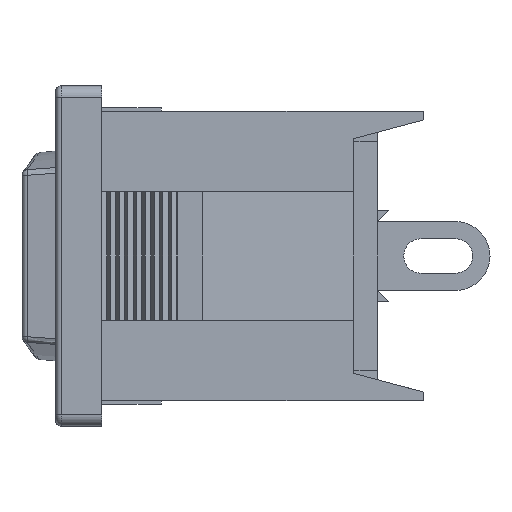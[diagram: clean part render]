
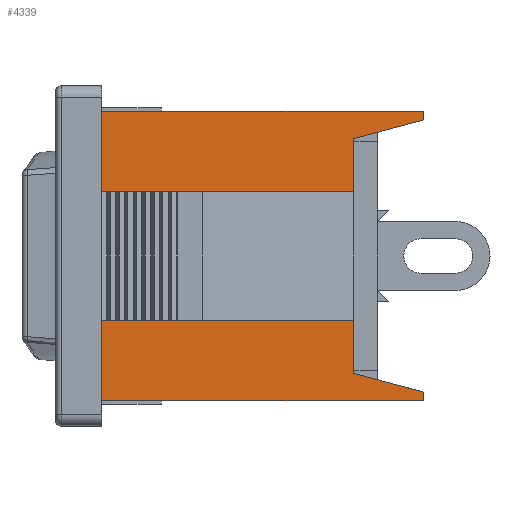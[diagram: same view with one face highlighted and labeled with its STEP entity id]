
A CAD part, left-side view. The second image highlights one B-rep face of the part: STEP entity #4339.
In plain terms, the highlighted planar face has unit normal (-1, 0, 0).
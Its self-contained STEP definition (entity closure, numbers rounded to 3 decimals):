
#1826 = VERTEX_POINT ( 'NONE', #8323 ) ;
#1853 = VERTEX_POINT ( 'NONE', #8343 ) ;
#1952 = EDGE_CURVE ( 'NONE', #1853, #1826, #8551, .T. ) ;
#1967 = EDGE_CURVE ( 'NONE', #1826, #1968, #8589, .T. ) ;
#1968 = VERTEX_POINT ( 'NONE', #8585 ) ;
#2663 = EDGE_CURVE ( 'NONE', #2664, #1968, #10667, .T. ) ;
#2664 = VERTEX_POINT ( 'NONE', #10663 ) ;
#3116 = VERTEX_POINT ( 'NONE', #11649 ) ;
#3180 = VERTEX_POINT ( 'NONE', #11764 ) ;
#3189 = EDGE_CURVE ( 'NONE', #3116, #3180, #11814, .T. ) ;
#3225 = EDGE_CURVE ( 'NONE', #3226, #3116, #11889, .T. ) ;
#3226 = VERTEX_POINT ( 'NONE', #11882 ) ;
#4293 = VERTEX_POINT ( 'NONE', #12693 ) ;
#4294 = ORIENTED_EDGE ( 'NONE', *, *, #4295, .T. ) ;
#4295 = EDGE_CURVE ( 'NONE', #4293, #4296, #12686, .T. ) ;
#4296 = VERTEX_POINT ( 'NONE', #12667 ) ;
#4297 = ORIENTED_EDGE ( 'NONE', *, *, #4298, .T. ) ;
#4298 = EDGE_CURVE ( 'NONE', #4296, #4299, #12785, .T. ) ;
#4299 = VERTEX_POINT ( 'NONE', #12780 ) ;
#4300 = ORIENTED_EDGE ( 'NONE', *, *, #4301, .F. ) ;
#4301 = EDGE_CURVE ( 'NONE', #3226, #4299, #12779, .T. ) ;
#4302 = ORIENTED_EDGE ( 'NONE', *, *, #3225, .T. ) ;
#4303 = ORIENTED_EDGE ( 'NONE', *, *, #3189, .T. ) ;
#4304 = ORIENTED_EDGE ( 'NONE', *, *, #4305, .T. ) ;
#4305 = EDGE_CURVE ( 'NONE', #3180, #2664, #12769, .T. ) ;
#4306 = ORIENTED_EDGE ( 'NONE', *, *, #2663, .T. ) ;
#4307 = ORIENTED_EDGE ( 'NONE', *, *, #1967, .F. ) ;
#4308 = ORIENTED_EDGE ( 'NONE', *, *, #1952, .F. ) ;
#4339 = ADVANCED_FACE ( 'NONE', ( #12868 ), #12867, .F. ) ;
#4425 = VERTEX_POINT ( 'NONE', #13256 ) ;
#4426 = ORIENTED_EDGE ( 'NONE', *, *, #4427, .T. ) ;
#4427 = EDGE_CURVE ( 'NONE', #4425, #4446, #13250, .T. ) ;
#4442 = EDGE_LOOP ( 'NONE', ( #4443, #4447, #4294, #4297, #4300, #4302, #4303, #4304, #4306, #4307, #4308, #5036, #5050, #4426 ) ) ;
#4443 = ORIENTED_EDGE ( 'NONE', *, *, #4444, .F. ) ;
#4444 = EDGE_CURVE ( 'NONE', #4445, #4446, #15180, .T. ) ;
#4445 = VERTEX_POINT ( 'NONE', #15176 ) ;
#4446 = VERTEX_POINT ( 'NONE', #15175 ) ;
#4447 = ORIENTED_EDGE ( 'NONE', *, *, #4448, .F. ) ;
#4448 = EDGE_CURVE ( 'NONE', #4293, #4445, #15174, .T. ) ;
#4969 = EDGE_CURVE ( 'NONE', #5065, #4425, #15399, .T. ) ;
#5022 = EDGE_CURVE ( 'NONE', #1853, #5065, #15474, .T. ) ;
#5036 = ORIENTED_EDGE ( 'NONE', *, *, #5022, .T. ) ;
#5050 = ORIENTED_EDGE ( 'NONE', *, *, #4969, .T. ) ;
#5065 = VERTEX_POINT ( 'NONE', #15617 ) ;
#8323 = CARTESIAN_POINT ( 'NONE',  ( -8.55, -14., -6.3 ) ) ;
#8343 = CARTESIAN_POINT ( 'NONE',  ( -8.55, -14., -5.919 ) ) ;
#8548 = DIRECTION ( 'NONE',  ( 0., 0., -1. ) ) ;
#8549 = VECTOR ( 'NONE', #8548, 1000. ) ;
#8550 = CARTESIAN_POINT ( 'NONE',  ( -8.55, -14., 6.3 ) ) ;
#8551 = LINE ( 'NONE', #8550, #8549 ) ;
#8585 = CARTESIAN_POINT ( 'NONE',  ( -8.55, 0., -6.3 ) ) ;
#8586 = DIRECTION ( 'NONE',  ( 0., 1., 0. ) ) ;
#8587 = VECTOR ( 'NONE', #8586, 1000. ) ;
#8588 = CARTESIAN_POINT ( 'NONE',  ( -8.55, -14., -6.3 ) ) ;
#8589 = LINE ( 'NONE', #8588, #8587 ) ;
#10663 = CARTESIAN_POINT ( 'NONE',  ( -8.55, 0., -2.8 ) ) ;
#10664 = DIRECTION ( 'NONE',  ( 0., 0., -1. ) ) ;
#10665 = VECTOR ( 'NONE', #10664, 1000. ) ;
#10666 = CARTESIAN_POINT ( 'NONE',  ( -8.55, 0., 6.3 ) ) ;
#10667 = LINE ( 'NONE', #10666, #10665 ) ;
#11649 = CARTESIAN_POINT ( 'NONE',  ( -8.55, 0., 6.3 ) ) ;
#11764 = CARTESIAN_POINT ( 'NONE',  ( -8.55, 0., 2.8 ) ) ;
#11811 = DIRECTION ( 'NONE',  ( 0., 0., -1. ) ) ;
#11812 = VECTOR ( 'NONE', #11811, 1000. ) ;
#11813 = CARTESIAN_POINT ( 'NONE',  ( -8.55, 0., 6.3 ) ) ;
#11814 = LINE ( 'NONE', #11813, #11812 ) ;
#11882 = CARTESIAN_POINT ( 'NONE',  ( -8.55, -14., 6.3 ) ) ;
#11884 = DIRECTION ( 'NONE',  ( 0., 1., 0. ) ) ;
#11885 = VECTOR ( 'NONE', #11884, 1000. ) ;
#11887 = CARTESIAN_POINT ( 'NONE',  ( -8.55, -14., 6.3 ) ) ;
#11889 = LINE ( 'NONE', #11887, #11885 ) ;
#12667 = CARTESIAN_POINT ( 'NONE',  ( -8.55, -10.954, 5.103 ) ) ;
#12670 = DIRECTION ( 'NONE',  ( 0., 0., 1. ) ) ;
#12671 = VECTOR ( 'NONE', #12670, 1000. ) ;
#12672 = CARTESIAN_POINT ( 'NONE',  ( -8.55, -10.954, 6.3 ) ) ;
#12686 = LINE ( 'NONE', #12672, #12671 ) ;
#12693 = CARTESIAN_POINT ( 'NONE',  ( -8.55, -10.954, 2.8 ) ) ;
#12765 = DIRECTION ( 'NONE',  ( 0., 0., -1. ) ) ;
#12766 = VECTOR ( 'NONE', #12765, 1000. ) ;
#12768 = CARTESIAN_POINT ( 'NONE',  ( -8.55, 0., 2.8 ) ) ;
#12769 = LINE ( 'NONE', #12768, #12766 ) ;
#12774 = DIRECTION ( 'NONE',  ( 0., 0., -1. ) ) ;
#12776 = VECTOR ( 'NONE', #12774, 1000. ) ;
#12778 = CARTESIAN_POINT ( 'NONE',  ( -8.55, -14., 6.3 ) ) ;
#12779 = LINE ( 'NONE', #12778, #12776 ) ;
#12780 = CARTESIAN_POINT ( 'NONE',  ( -8.55, -14., 5.919 ) ) ;
#12781 = DIRECTION ( 'NONE',  ( 0., -0.966, 0.259 ) ) ;
#12782 = VECTOR ( 'NONE', #12781, 1000. ) ;
#12784 = CARTESIAN_POINT ( 'NONE',  ( -8.55, -14.095, 5.945 ) ) ;
#12785 = LINE ( 'NONE', #12784, #12782 ) ;
#12866 = AXIS2_PLACEMENT_3D ( 'NONE', #12897, #12896, #12895 ) ;
#12867 = PLANE ( 'NONE',  #12866 ) ;
#12868 = FACE_OUTER_BOUND ( 'NONE', #4442, .T. ) ;
#12895 = DIRECTION ( 'NONE',  ( 0., 0., -1. ) ) ;
#12896 = DIRECTION ( 'NONE',  ( 1., 0., 0. ) ) ;
#12897 = CARTESIAN_POINT ( 'NONE',  ( -8.55, -14., 6.3 ) ) ;
#13247 = DIRECTION ( 'NONE',  ( 0., 1., 0. ) ) ;
#13248 = VECTOR ( 'NONE', #13247, 1000. ) ;
#13249 = CARTESIAN_POINT ( 'NONE',  ( -8.55, -10.979, -2.8 ) ) ;
#13250 = LINE ( 'NONE', #13249, #13248 ) ;
#13256 = CARTESIAN_POINT ( 'NONE',  ( -8.55, -10.954, -2.8 ) ) ;
#15174 = LINE ( 'NONE', #15233, #15232 ) ;
#15175 = CARTESIAN_POINT ( 'NONE',  ( -8.55, -8.223, -2.8 ) ) ;
#15176 = CARTESIAN_POINT ( 'NONE',  ( -8.55, -8.223, 2.8 ) ) ;
#15177 = DIRECTION ( 'NONE',  ( 0., 0., -1. ) ) ;
#15178 = VECTOR ( 'NONE', #15177, 1000. ) ;
#15179 = CARTESIAN_POINT ( 'NONE',  ( -8.55, -8.223, 2.8 ) ) ;
#15180 = LINE ( 'NONE', #15179, #15178 ) ;
#15231 = DIRECTION ( 'NONE',  ( 0., 1., 0. ) ) ;
#15232 = VECTOR ( 'NONE', #15231, 1000. ) ;
#15233 = CARTESIAN_POINT ( 'NONE',  ( -8.55, -10.979, 2.8 ) ) ;
#15391 = DIRECTION ( 'NONE',  ( 0., 0., 1. ) ) ;
#15392 = VECTOR ( 'NONE', #15391, 1000. ) ;
#15393 = CARTESIAN_POINT ( 'NONE',  ( -8.55, -10.954, 6.3 ) ) ;
#15399 = LINE ( 'NONE', #15393, #15392 ) ;
#15470 = DIRECTION ( 'NONE',  ( 0., 0.966, 0.259 ) ) ;
#15471 = VECTOR ( 'NONE', #15470, 1000. ) ;
#15472 = CARTESIAN_POINT ( 'NONE',  ( -8.55, -10.945, -5.1 ) ) ;
#15474 = LINE ( 'NONE', #15472, #15471 ) ;
#15617 = CARTESIAN_POINT ( 'NONE',  ( -8.55, -10.954, -5.103 ) ) ;
